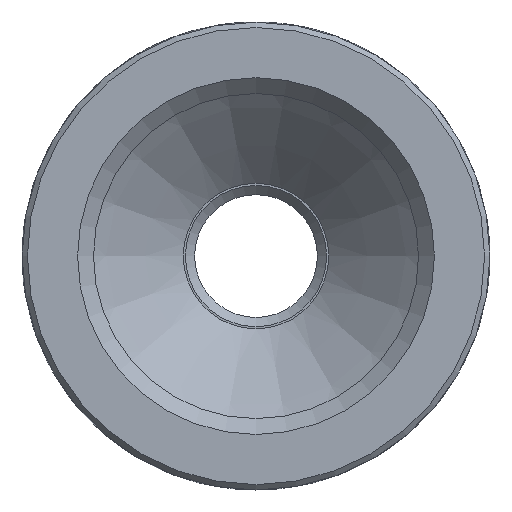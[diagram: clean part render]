
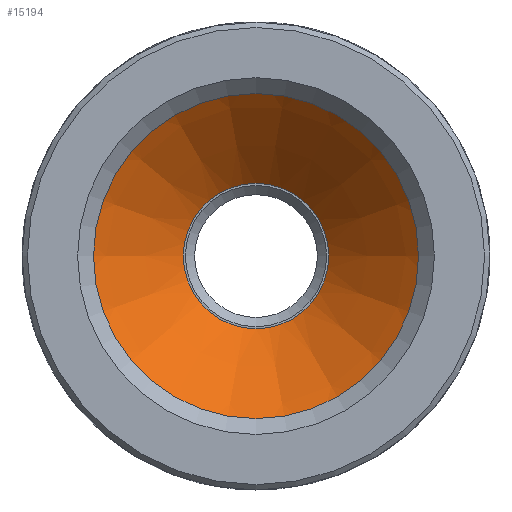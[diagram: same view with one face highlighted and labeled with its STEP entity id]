
A CAD part, left-side view. The second image highlights one B-rep face of the part: STEP entity #15194.
In plain terms, the highlighted conical face has half-angle 46.338 degrees and reference radius 12.489 mm.
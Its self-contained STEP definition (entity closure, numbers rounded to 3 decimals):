
#1184 = CARTESIAN_POINT ( 'NONE',  ( -9.5, 0., 0. ) ) ;
#1566 = CARTESIAN_POINT ( 'NONE',  ( -14.95, 0., 0. ) ) ;
#2357 = CIRCLE ( 'NONE', #15995, 6.779 ) ;
#2561 = ORIENTED_EDGE ( 'NONE', *, *, #2824, .F. ) ;
#2631 = AXIS2_PLACEMENT_3D ( 'NONE', #1566, #7348, #14752 ) ;
#2641 = FACE_OUTER_BOUND ( 'NONE', #15777, .T. ) ;
#2824 = EDGE_CURVE ( 'NONE', #7584, #7584, #9085, .T. ) ;
#4241 = AXIS2_PLACEMENT_3D ( 'NONE', #12049, #4469, #7574 ) ;
#4469 = DIRECTION ( 'NONE',  ( 1., 0., 0. ) ) ;
#5382 = DIRECTION ( 'NONE',  ( -1., 0., 0. ) ) ;
#5654 = DIRECTION ( 'NONE',  ( 0., -1., 0. ) ) ;
#7348 = DIRECTION ( 'NONE',  ( -1., 0., 0. ) ) ;
#7401 = CARTESIAN_POINT ( 'NONE',  ( -9.5, -6.778, 0. ) ) ;
#7574 = DIRECTION ( 'NONE',  ( 0., 1., 0. ) ) ;
#7584 = VERTEX_POINT ( 'NONE', #11688 ) ;
#8844 = VERTEX_POINT ( 'NONE', #7401 ) ;
#9085 = CIRCLE ( 'NONE', #4241, 17.581 ) ;
#9312 = CONICAL_SURFACE ( 'NONE', #2631, 12.489, 0.809 ) ;
#11688 = CARTESIAN_POINT ( 'NONE',  ( -19.809, 17.581, 0. ) ) ;
#11768 = EDGE_CURVE ( 'NONE', #8844, #8844, #2357, .T. ) ;
#12049 = CARTESIAN_POINT ( 'NONE',  ( -19.809, 0., 0. ) ) ;
#12647 = ORIENTED_EDGE ( 'NONE', *, *, #11768, .F. ) ;
#14578 = FACE_BOUND ( 'NONE', #17198, .T. ) ;
#14752 = DIRECTION ( 'NONE',  ( 0., -1., 0. ) ) ;
#15194 = ADVANCED_FACE ( 'NONE', ( #14578, #2641 ), #9312, .F. ) ;
#15777 = EDGE_LOOP ( 'NONE', ( #2561 ) ) ;
#15995 = AXIS2_PLACEMENT_3D ( 'NONE', #1184, #5382, #5654 ) ;
#17198 = EDGE_LOOP ( 'NONE', ( #12647 ) ) ;
